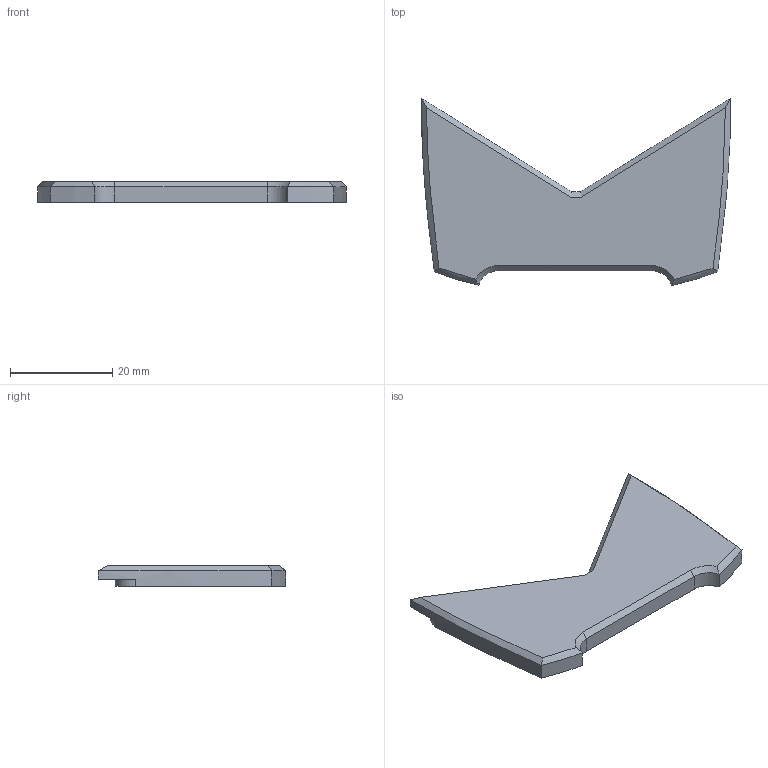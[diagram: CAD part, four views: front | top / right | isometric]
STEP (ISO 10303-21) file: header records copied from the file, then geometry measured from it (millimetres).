
FILE_DESCRIPTION(/* description */ (''),/* implementation_level */ '2;1');
FILE_NAME(/* name */ 'Pulse-Visor.step',/* time_stamp */ '2026-01-18T21:23:04-05:00',/* author */ (''),/* organization */ (''),/* preprocessor_version */ 'ST-DEVELOPER v20.1',/* originating_system */ 'Autodesk Translation Framework v14.21.0.0',/* authorisation */ '');
FILE_SCHEMA (('AUTOMOTIVE_DESIGN { 1 0 10303 214 3 1 1 }'));
Length unit declared in the file: millimetre
Products named in the file (2): Proto-Pulse-Shell-20X6; Visor
Assembly tree (1 placements, depth 2):
  Proto-Pulse-Shell-20X6
    Visor
Bounding box: 60.31 x 36.53 x 4.05 mm (x, y, z)
Volume: 3609.2 mm3; surface area: 4076.6 mm2
Topology: 1 solids, 1 shells, 73 faces, 191 edges, 124 vertices
Faces by surface type: plane 41, cylinder 22, bspline 8, cone 2
Entity records: 2548 total; most frequent: CARTESIAN_POINT 725, ORIENTED_EDGE 382, DIRECTION 345, EDGE_CURVE 191, VERTEX_POINT 124, LINE 117, VECTOR 117, AXIS2_PLACEMENT_3D 114
